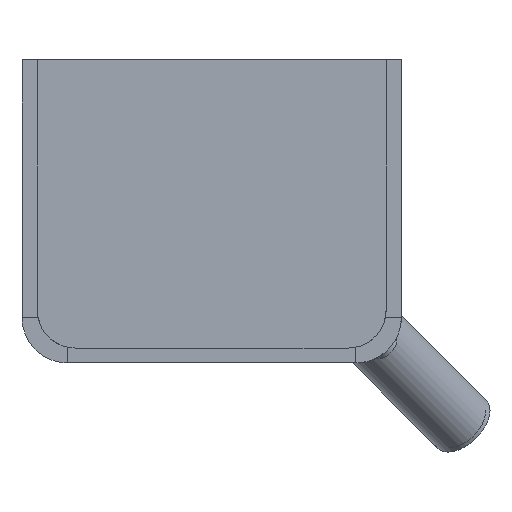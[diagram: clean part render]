
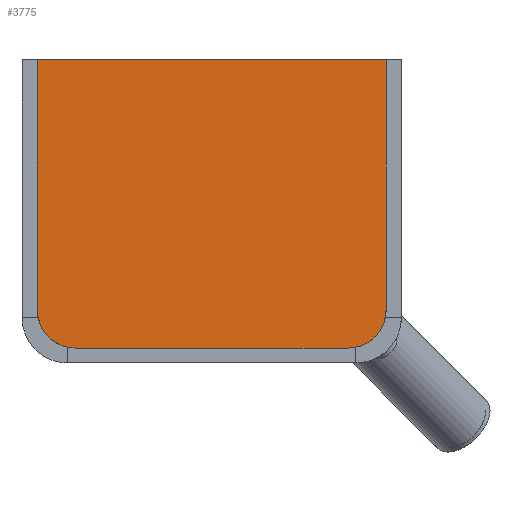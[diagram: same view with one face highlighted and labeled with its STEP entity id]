
A CAD part, left-side view. The second image highlights one B-rep face of the part: STEP entity #3775.
In plain terms, the highlighted planar face has unit normal (-1, 0, 0).
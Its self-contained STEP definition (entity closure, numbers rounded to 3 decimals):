
#180=CIRCLE('',#4060,5.);
#181=CIRCLE('',#4063,5.);
#389=FACE_OUTER_BOUND('',#628,.T.);
#628=EDGE_LOOP('',(#2944,#2945,#2946,#2947,#2948,#2949));
#987=LINE('',#5905,#1358);
#990=LINE('',#5911,#1361);
#991=LINE('',#5915,#1362);
#992=LINE('',#5916,#1363);
#1358=VECTOR('',#4853,10.);
#1361=VECTOR('',#4858,10.);
#1362=VECTOR('',#4861,10.);
#1363=VECTOR('',#4862,10.);
#1709=VERTEX_POINT('',#5898);
#1710=VERTEX_POINT('',#5900);
#1711=VERTEX_POINT('',#5904);
#1713=VERTEX_POINT('',#5910);
#1714=VERTEX_POINT('',#5912);
#1715=VERTEX_POINT('',#5914);
#2148=EDGE_CURVE('',#1709,#1710,#180,.T.);
#2150=EDGE_CURVE('',#1711,#1710,#987,.T.);
#2153=EDGE_CURVE('',#1709,#1713,#990,.T.);
#2154=EDGE_CURVE('',#1714,#1713,#181,.T.);
#2155=EDGE_CURVE('',#1714,#1715,#991,.T.);
#2156=EDGE_CURVE('',#1715,#1711,#992,.T.);
#2944=ORIENTED_EDGE('',*,*,#2148,.F.);
#2945=ORIENTED_EDGE('',*,*,#2153,.T.);
#2946=ORIENTED_EDGE('',*,*,#2154,.F.);
#2947=ORIENTED_EDGE('',*,*,#2155,.T.);
#2948=ORIENTED_EDGE('',*,*,#2156,.T.);
#2949=ORIENTED_EDGE('',*,*,#2150,.T.);
#3401=PLANE('',#4062);
#3775=ADVANCED_FACE('',(#389),#3401,.F.);
#4060=AXIS2_PLACEMENT_3D('',#5901,#4848,#4849);
#4062=AXIS2_PLACEMENT_3D('',#5909,#4856,#4857);
#4063=AXIS2_PLACEMENT_3D('',#5913,#4859,#4860);
#4848=DIRECTION('center_axis',(1.,0.,0.));
#4849=DIRECTION('ref_axis',(0.,0.707,-0.707));
#4853=DIRECTION('',(0.,0.,-1.));
#4856=DIRECTION('center_axis',(1.,0.,0.));
#4857=DIRECTION('ref_axis',(0.,1.,0.));
#4858=DIRECTION('',(0.,-1.,0.));
#4859=DIRECTION('center_axis',(1.,0.,0.));
#4860=DIRECTION('ref_axis',(0.,-0.707,-0.707));
#4861=DIRECTION('',(0.,0.,1.));
#4862=DIRECTION('',(0.,1.,0.));
#5898=CARTESIAN_POINT('',(-205.,18.,1.966));
#5900=CARTESIAN_POINT('',(-205.,23.,6.966));
#5901=CARTESIAN_POINT('Origin',(-205.,18.,6.966));
#5904=CARTESIAN_POINT('',(-205.,23.,39.966));
#5905=CARTESIAN_POINT('',(-205.,23.,39.966));
#5909=CARTESIAN_POINT('Origin',(-205.,0.,20.966));
#5910=CARTESIAN_POINT('',(-205.,-18.,1.966));
#5911=CARTESIAN_POINT('',(-205.,23.,1.966));
#5912=CARTESIAN_POINT('',(-205.,-23.,6.966));
#5913=CARTESIAN_POINT('Origin',(-205.,-18.,6.966));
#5914=CARTESIAN_POINT('',(-205.,-23.,39.966));
#5915=CARTESIAN_POINT('',(-205.,-23.,1.966));
#5916=CARTESIAN_POINT('',(-205.,-23.,39.966));
